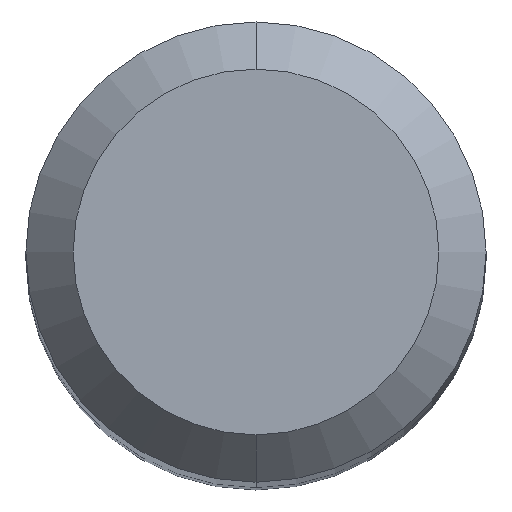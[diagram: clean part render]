
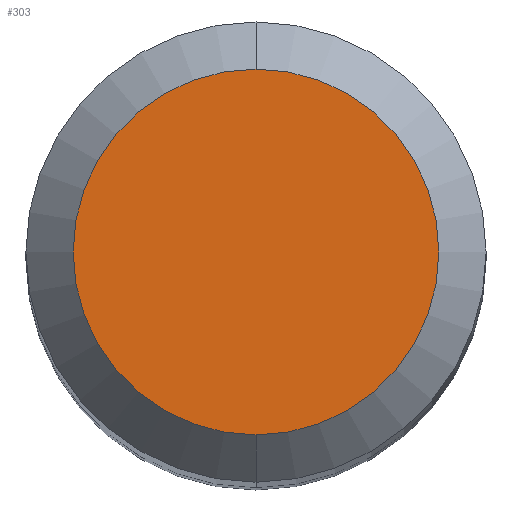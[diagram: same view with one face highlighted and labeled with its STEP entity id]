
A CAD part, top view. The second image highlights one B-rep face of the part: STEP entity #303.
In plain terms, the highlighted planar face has unit normal (0, 0, 1).
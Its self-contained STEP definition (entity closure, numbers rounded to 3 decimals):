
#60 = AXIS2_PLACEMENT_3D ( 'NONE', #231, #335, #336 ) ;
#63 = EDGE_CURVE ( 'NONE', #307, #83, #72, .T. ) ;
#69 = ORIENTED_EDGE ( 'NONE', *, *, #327, .F. ) ;
#70 = CARTESIAN_POINT ( 'NONE',  ( 0., 3.1, 79. ) ) ;
#72 = CIRCLE ( 'NONE', #208, 3.1 ) ;
#83 = VERTEX_POINT ( 'NONE', #70 ) ;
#113 = AXIS2_PLACEMENT_3D ( 'NONE', #272, #130, #296 ) ;
#121 = PLANE ( 'NONE',  #60 ) ;
#130 = DIRECTION ( 'NONE',  ( 0., 0., -1. ) ) ;
#131 = EDGE_LOOP ( 'NONE', ( #69, #201 ) ) ;
#140 = CARTESIAN_POINT ( 'NONE',  ( 0., 0., 79. ) ) ;
#141 = DIRECTION ( 'NONE',  ( 0., 0., -1. ) ) ;
#198 = CIRCLE ( 'NONE', #113, 3.1 ) ;
#201 = ORIENTED_EDGE ( 'NONE', *, *, #63, .F. ) ;
#202 = CARTESIAN_POINT ( 'NONE',  ( 0., -3.1, 79. ) ) ;
#208 = AXIS2_PLACEMENT_3D ( 'NONE', #140, #141, #253 ) ;
#231 = CARTESIAN_POINT ( 'NONE',  ( 0., 0., 79. ) ) ;
#232 = FACE_OUTER_BOUND ( 'NONE', #131, .T. ) ;
#253 = DIRECTION ( 'NONE',  ( 0., 1., 0. ) ) ;
#272 = CARTESIAN_POINT ( 'NONE',  ( 0., 0., 79. ) ) ;
#296 = DIRECTION ( 'NONE',  ( 0., 1., 0. ) ) ;
#303 = ADVANCED_FACE ( 'NONE', ( #232 ), #121, .F. ) ;
#307 = VERTEX_POINT ( 'NONE', #202 ) ;
#327 = EDGE_CURVE ( 'NONE', #83, #307, #198, .T. ) ;
#335 = DIRECTION ( 'NONE',  ( 0., 0., -1. ) ) ;
#336 = DIRECTION ( 'NONE',  ( 0., 1., 0. ) ) ;
